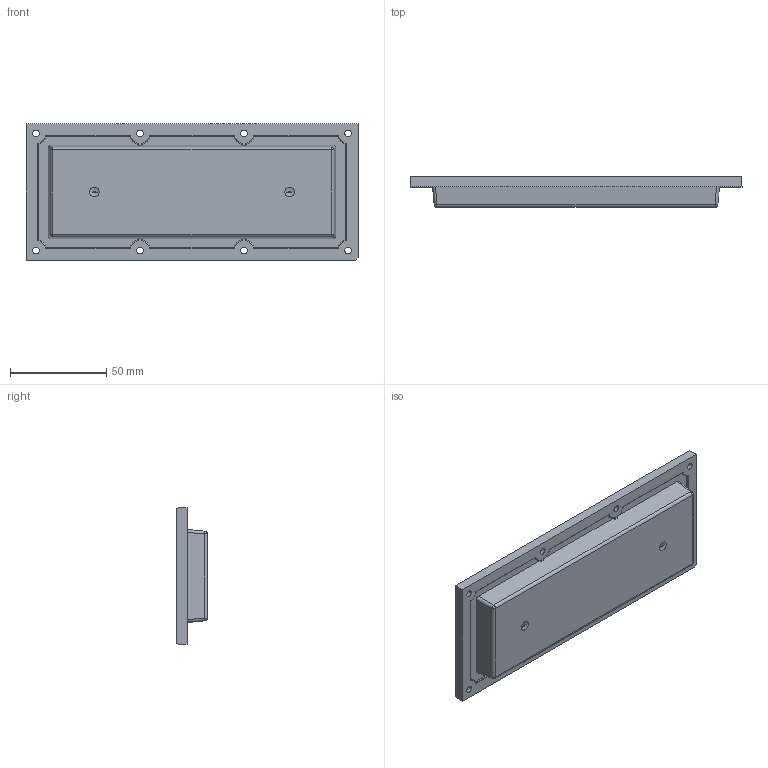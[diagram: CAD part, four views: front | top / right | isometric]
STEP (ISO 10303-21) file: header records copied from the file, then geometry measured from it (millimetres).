
FILE_DESCRIPTION((''),'2;1');
FILE_NAME('2X6-3535-XPE-6D','2022-08-09T',('123'),(''),'PRO/ENGINEER BY PARAMETRIC TECHNOLOGY CORPORATION, 2011310','PRO/ENGINEER BY PARAMETRIC TECHNOLOGY CORPORATION, 2011310','');
FILE_SCHEMA(('CONFIG_CONTROL_DESIGN'));
Length unit declared in the file: millimetre
Products named in the file (1): 2X6-3535-XPE-6D
Bounding box: 172.9 x 16 x 71.3 mm (x, y, z)
Volume: 68601.7 mm3; surface area: 42353.4 mm2
Topology: 1 solids, 1 shells, 510 faces, 1375 edges, 874 vertices
Faces by surface type: plane 204, cone 138, bspline 76, revolution 48, cylinder 28, torus 12, sphere 4
Entity records: 18913 total; most frequent: CARTESIAN_POINT 6487, ORIENTED_EDGE 2702, DIRECTION 2427, EDGE_CURVE 1351, VERTEX_POINT 874, AXIS2_PLACEMENT_3D 858, VECTOR 663, LINE 663
